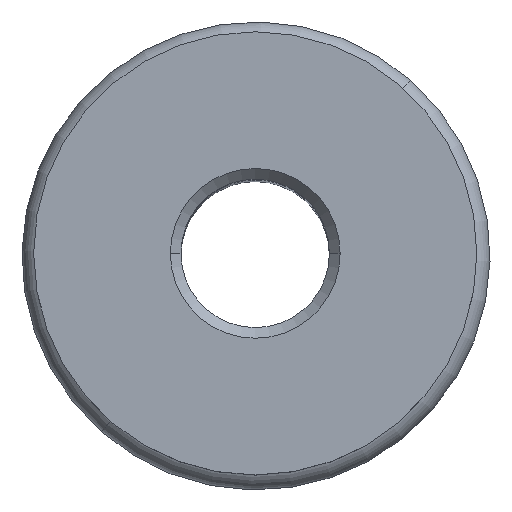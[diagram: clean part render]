
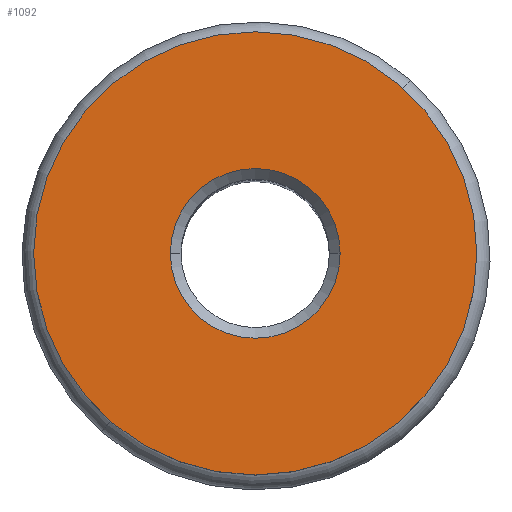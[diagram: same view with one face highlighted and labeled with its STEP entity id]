
A CAD part, top view. The second image highlights one B-rep face of the part: STEP entity #1092.
In plain terms, the highlighted planar face has unit normal (0, 0, 1).
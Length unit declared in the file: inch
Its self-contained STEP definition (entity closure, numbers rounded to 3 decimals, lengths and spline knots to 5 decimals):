
#70 = AXIS2_PLACEMENT_3D ( 'NONE', #682, #698, #701 ) ;
#197 = VERTEX_POINT ( 'NONE', #1338 ) ;
#284 = EDGE_LOOP ( 'NONE', ( #804, #793 ) ) ;
#458 = VERTEX_POINT ( 'NONE', #2594 ) ;
#474 = DIRECTION ( 'NONE',  ( 0., -1., 0. ) ) ;
#475 = CARTESIAN_POINT ( 'NONE',  ( 0., 0., 0.2 ) ) ;
#476 = DIRECTION ( 'NONE',  ( 0., 0., 1. ) ) ;
#579 = CARTESIAN_POINT ( 'NONE',  ( 0., -0.312, 0.2 ) ) ;
#580 = CARTESIAN_POINT ( 'NONE',  ( 0., 0.312, 0.2 ) ) ;
#682 = CARTESIAN_POINT ( 'NONE',  ( 0., 0., 0.2 ) ) ;
#690 = PLANE ( 'NONE',  #70 ) ;
#698 = DIRECTION ( 'NONE',  ( 0., 0., -1. ) ) ;
#701 = DIRECTION ( 'NONE',  ( 0., 1., 0. ) ) ;
#766 = ORIENTED_EDGE ( 'NONE', *, *, #921, .T. ) ;
#767 = ORIENTED_EDGE ( 'NONE', *, *, #920, .T. ) ;
#793 = ORIENTED_EDGE ( 'NONE', *, *, #932, .T. ) ;
#804 = ORIENTED_EDGE ( 'NONE', *, *, #885, .T. ) ;
#854 = AXIS2_PLACEMENT_3D ( 'NONE', #1732, #1730, #1738 ) ;
#866 = AXIS2_PLACEMENT_3D ( 'NONE', #475, #476, #474 ) ;
#868 = AXIS2_PLACEMENT_3D ( 'NONE', #1734, #1729, #1731 ) ;
#885 = EDGE_CURVE ( 'NONE', #2724, #2725, #1939, .T. ) ;
#920 = EDGE_CURVE ( 'NONE', #458, #197, #1210, .T. ) ;
#921 = EDGE_CURVE ( 'NONE', #197, #458, #1214, .T. ) ;
#932 = EDGE_CURVE ( 'NONE', #2725, #2724, #1237, .T. ) ;
#1092 = ADVANCED_FACE ( 'NONE', ( #2352, #2353 ), #690, .F. ) ;
#1210 = CIRCLE ( 'NONE', #868, 0.1195 ) ;
#1214 = CIRCLE ( 'NONE', #854, 0.1195 ) ;
#1237 = CIRCLE ( 'NONE', #1805, 0.312 ) ;
#1338 = CARTESIAN_POINT ( 'NONE',  ( -0.1195, 0., 0.2 ) ) ;
#1569 = CARTESIAN_POINT ( 'NONE',  ( 0., 0., 0.2 ) ) ;
#1571 = DIRECTION ( 'NONE',  ( 0., 0., 1. ) ) ;
#1574 = DIRECTION ( 'NONE',  ( 0., -1., 0. ) ) ;
#1729 = DIRECTION ( 'NONE',  ( 0., 0., -1. ) ) ;
#1730 = DIRECTION ( 'NONE',  ( 0., 0., -1. ) ) ;
#1731 = DIRECTION ( 'NONE',  ( 0., 1., 0. ) ) ;
#1732 = CARTESIAN_POINT ( 'NONE',  ( 0., 0., 0.2 ) ) ;
#1734 = CARTESIAN_POINT ( 'NONE',  ( 0., 0., 0.2 ) ) ;
#1738 = DIRECTION ( 'NONE',  ( 0., 1., 0. ) ) ;
#1805 = AXIS2_PLACEMENT_3D ( 'NONE', #1569, #1571, #1574 ) ;
#1939 = CIRCLE ( 'NONE', #866, 0.312 ) ;
#2308 = EDGE_LOOP ( 'NONE', ( #767, #766 ) ) ;
#2352 = FACE_BOUND ( 'NONE', #2308, .T. ) ;
#2353 = FACE_OUTER_BOUND ( 'NONE', #284, .T. ) ;
#2594 = CARTESIAN_POINT ( 'NONE',  ( 0.1195, 0., 0.2 ) ) ;
#2724 = VERTEX_POINT ( 'NONE', #579 ) ;
#2725 = VERTEX_POINT ( 'NONE', #580 ) ;
